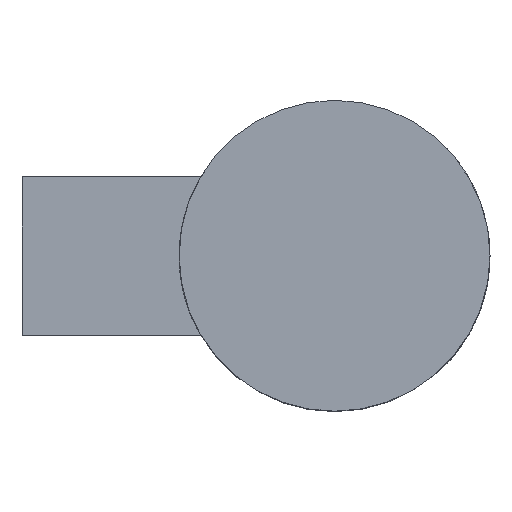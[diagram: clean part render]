
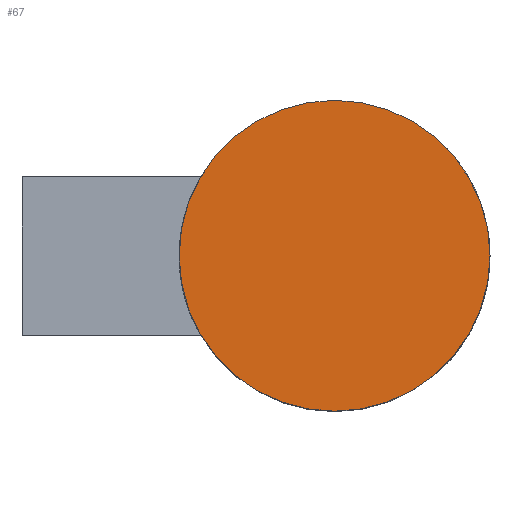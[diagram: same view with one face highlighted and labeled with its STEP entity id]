
A CAD part, top view. The second image highlights one B-rep face of the part: STEP entity #67.
In plain terms, the highlighted planar face has unit normal (0, 0, 1).
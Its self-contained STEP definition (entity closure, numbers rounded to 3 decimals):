
#3 = EDGE_CURVE ( 'NONE', #106, #65, #109, .T. ) ;
#9 = DIRECTION ( 'NONE',  ( 1., 0., 0. ) ) ;
#65 = VERTEX_POINT ( 'NONE', #270 ) ;
#67 = ADVANCED_FACE ( 'NONE', ( #459 ), #592, .T. ) ;
#106 = VERTEX_POINT ( 'NONE', #163 ) ;
#109 = CIRCLE ( 'NONE', #456, 9.3 ) ;
#110 = CARTESIAN_POINT ( 'NONE',  ( 0., 0., 15.5 ) ) ;
#117 = DIRECTION ( 'NONE',  ( 0., 0., 1. ) ) ;
#128 = CIRCLE ( 'NONE', #342, 9.3 ) ;
#163 = CARTESIAN_POINT ( 'NONE',  ( 9.3, 0., 15.5 ) ) ;
#186 = AXIS2_PLACEMENT_3D ( 'NONE', #252, #117, #583 ) ;
#231 = DIRECTION ( 'NONE',  ( 1., 0., 0. ) ) ;
#252 = CARTESIAN_POINT ( 'NONE',  ( 0., 0., 15.5 ) ) ;
#270 = CARTESIAN_POINT ( 'NONE',  ( -9.3, 0., 15.5 ) ) ;
#298 = DIRECTION ( 'NONE',  ( 0., 0., 1. ) ) ;
#342 = AXIS2_PLACEMENT_3D ( 'NONE', #614, #469, #231 ) ;
#343 = EDGE_LOOP ( 'NONE', ( #379, #582 ) ) ;
#379 = ORIENTED_EDGE ( 'NONE', *, *, #507, .T. ) ;
#456 = AXIS2_PLACEMENT_3D ( 'NONE', #110, #298, #9 ) ;
#459 = FACE_OUTER_BOUND ( 'NONE', #343, .T. ) ;
#469 = DIRECTION ( 'NONE',  ( 0., 0., 1. ) ) ;
#507 = EDGE_CURVE ( 'NONE', #65, #106, #128, .T. ) ;
#582 = ORIENTED_EDGE ( 'NONE', *, *, #3, .T. ) ;
#583 = DIRECTION ( 'NONE',  ( 1., 0., 0. ) ) ;
#592 = PLANE ( 'NONE',  #186 ) ;
#614 = CARTESIAN_POINT ( 'NONE',  ( 0., 0., 15.5 ) ) ;
